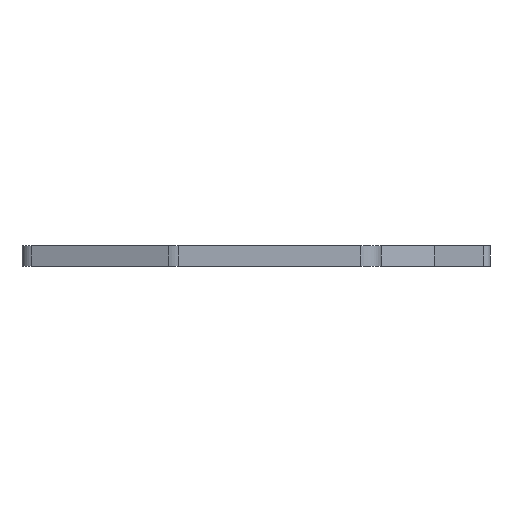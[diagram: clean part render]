
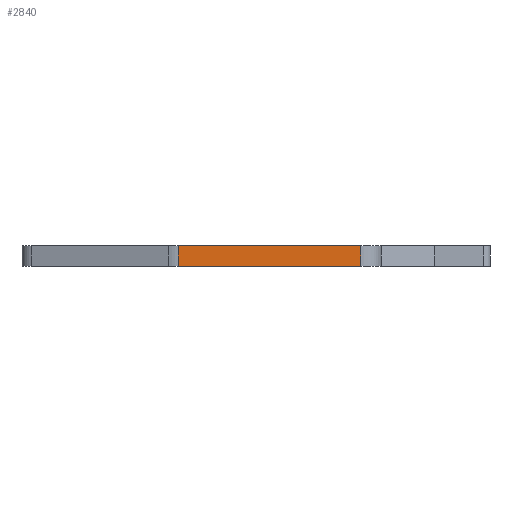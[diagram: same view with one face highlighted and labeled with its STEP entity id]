
A CAD part, left-side view. The second image highlights one B-rep face of the part: STEP entity #2840.
In plain terms, the highlighted planar face has unit normal (-1, 0, 0).
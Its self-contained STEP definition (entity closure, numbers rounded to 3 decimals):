
#2450=CARTESIAN_POINT('',(-15.5,7.03,1.5));
#2460=DIRECTION('',(-1.,0.,0.));
#2470=DIRECTION('',(0.,1.,0.));
#2480=AXIS2_PLACEMENT_3D('',#2450,#2460,#2470);
#2490=PLANE('',#2480);
#2500=CARTESIAN_POINT('',(-15.5,18.657,0.));
#2510=DIRECTION('',(0.,0.,-1.));
#2520=VECTOR('',#2510,1.);
#2530=LINE('',#2500,#2520);
#2540=CARTESIAN_POINT('',(-15.5,18.657,1.5));
#2550=VERTEX_POINT('',#2540);
#2560=CARTESIAN_POINT('',(-15.5,18.657,0.));
#2570=VERTEX_POINT('',#2560);
#2580=EDGE_CURVE('',#2550,#2570,#2530,.T.);
#2590=ORIENTED_EDGE('',*,*,#2580,.T.);
#2600=CARTESIAN_POINT('',(-15.5,0.,1.5));
#2610=DIRECTION('',(0.,1.,0.));
#2620=VECTOR('',#2610,1.);
#2630=LINE('',#2600,#2620);
#2640=CARTESIAN_POINT('',(-15.5,5.4,1.5));
#2650=VERTEX_POINT('',#2640);
#2660=EDGE_CURVE('',#2650,#2550,#2630,.T.);
#2670=ORIENTED_EDGE('',*,*,#2660,.T.);
#2680=CARTESIAN_POINT('',(-15.5,5.4,0.));
#2690=DIRECTION('',(0.,0.,-1.));
#2700=VECTOR('',#2690,1.);
#2710=LINE('',#2680,#2700);
#2720=CARTESIAN_POINT('',(-15.5,5.4,0.));
#2730=VERTEX_POINT('',#2720);
#2740=EDGE_CURVE('',#2650,#2730,#2710,.T.);
#2750=ORIENTED_EDGE('',*,*,#2740,.F.);
#2760=CARTESIAN_POINT('',(-15.5,0.,0.));
#2770=DIRECTION('',(0.,1.,0.));
#2780=VECTOR('',#2770,1.);
#2790=LINE('',#2760,#2780);
#2800=EDGE_CURVE('',#2730,#2570,#2790,.T.);
#2810=ORIENTED_EDGE('',*,*,#2800,.F.);
#2820=EDGE_LOOP('',(#2810,#2750,#2670,#2590));
#2830=FACE_OUTER_BOUND('',#2820,.T.);
#2840=ADVANCED_FACE('',(#2830),#2490,.T.);
